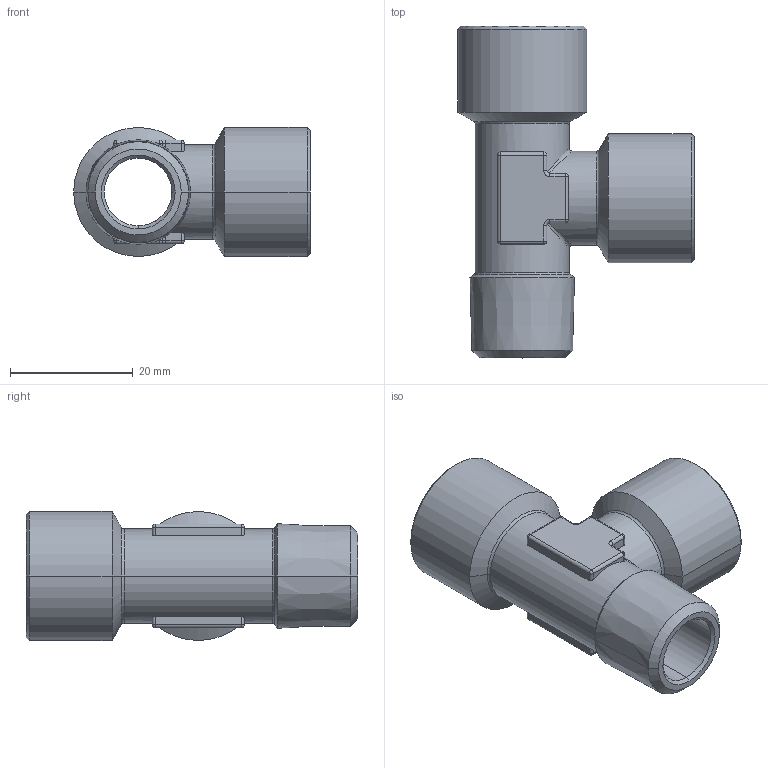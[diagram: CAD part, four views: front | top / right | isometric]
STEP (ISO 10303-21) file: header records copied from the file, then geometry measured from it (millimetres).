
FILE_DESCRIPTION (( 'STEP AP203' ), '1' );
FILE_NAME ('05150003.STEP', '2010-09-13T09:52:07', ( 'Flavio' ), ( '' ), 'SwSTEP 2.0', 'SolidWorks 2009', '' );
FILE_SCHEMA (( 'CONFIG_CONTROL_DESIGN' ));
Length unit declared in the file: millimetre
Products named in the file (1): 05150003
Bounding box: 38.5 x 54 x 21 mm (x, y, z)
Volume: 9894.2 mm3; surface area: 7719.2 mm2
Topology: 1 solids, 1 shells, 118 faces, 277 edges, 148 vertices
Faces by surface type: cylinder 49, cone 24, plane 21, sphere 12, torus 10, bspline 2
Entity records: 3710 total; most frequent: CARTESIAN_POINT 1026, DIRECTION 579, ORIENTED_EDGE 530, EDGE_CURVE 265, AXIS2_PLACEMENT_3D 231, VERTEX_POINT 148, EDGE_LOOP 121, ADVANCED_FACE 118
